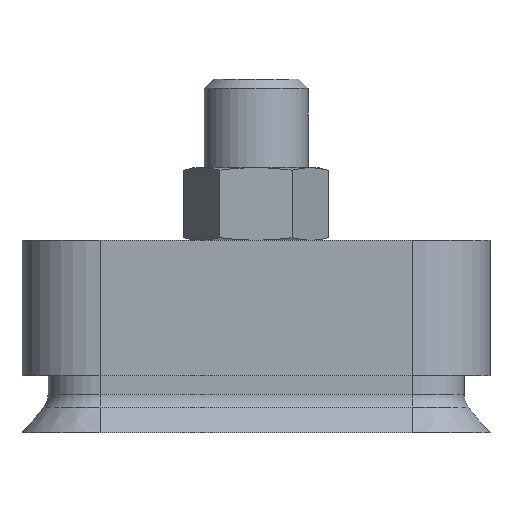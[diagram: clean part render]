
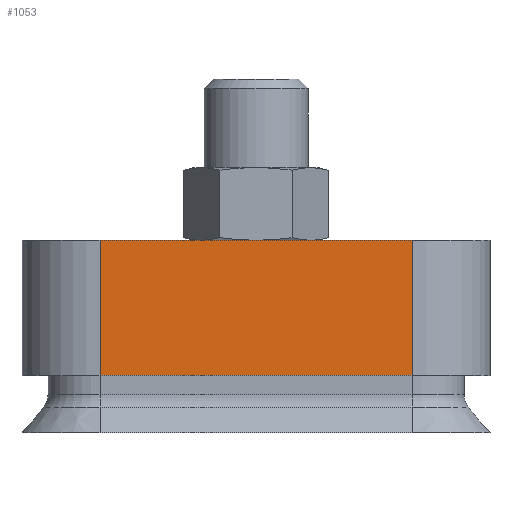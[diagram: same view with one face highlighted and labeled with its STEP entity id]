
A CAD part, top view. The second image highlights one B-rep face of the part: STEP entity #1053.
In plain terms, the highlighted planar face has unit normal (0, 0, 1).
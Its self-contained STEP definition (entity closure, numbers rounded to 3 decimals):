
#34=LINE('',#1477,#82);
#35=LINE('',#1480,#83);
#36=LINE('',#1482,#84);
#37=LINE('',#1484,#85);
#82=VECTOR('',#1217,1000.);
#83=VECTOR('',#1218,1000.);
#84=VECTOR('',#1219,1000.);
#85=VECTOR('',#1220,1000.);
#129=PLANE('',#1113);
#209=ORIENTED_EDGE('',*,*,#415,.T.);
#210=ORIENTED_EDGE('',*,*,#416,.F.);
#211=ORIENTED_EDGE('',*,*,#417,.F.);
#212=ORIENTED_EDGE('',*,*,#418,.T.);
#415=EDGE_CURVE('',#514,#515,#34,.T.);
#416=EDGE_CURVE('',#516,#515,#35,.T.);
#417=EDGE_CURVE('',#517,#516,#36,.T.);
#418=EDGE_CURVE('',#517,#514,#37,.T.);
#514=VERTEX_POINT('',#1478);
#515=VERTEX_POINT('',#1479);
#516=VERTEX_POINT('',#1481);
#517=VERTEX_POINT('',#1483);
#588=EDGE_LOOP('',(#209,#210,#211,#212));
#646=FACE_BOUND('',#588,.T.);
#1053=ADVANCED_FACE('',(#646),#129,.F.);
#1113=AXIS2_PLACEMENT_3D('',#1476,#1215,#1216);
#1215=DIRECTION('',(0.,0.,-1.));
#1216=DIRECTION('',(-1.,0.,0.));
#1217=DIRECTION('',(0.,-1.,0.));
#1218=DIRECTION('',(-1.,0.,0.));
#1219=DIRECTION('',(0.,-1.,0.));
#1220=DIRECTION('',(-1.,0.,0.));
#1476=CARTESIAN_POINT('',(15.,18.5,7.5));
#1477=CARTESIAN_POINT('',(-15.,18.5,7.5));
#1478=CARTESIAN_POINT('',(-15.,18.5,7.5));
#1479=CARTESIAN_POINT('',(-15.,5.5,7.5));
#1480=CARTESIAN_POINT('',(15.,5.5,7.5));
#1481=CARTESIAN_POINT('',(15.,5.5,7.5));
#1482=CARTESIAN_POINT('',(15.,18.5,7.5));
#1483=CARTESIAN_POINT('',(15.,18.5,7.5));
#1484=CARTESIAN_POINT('',(15.,18.5,7.5));
